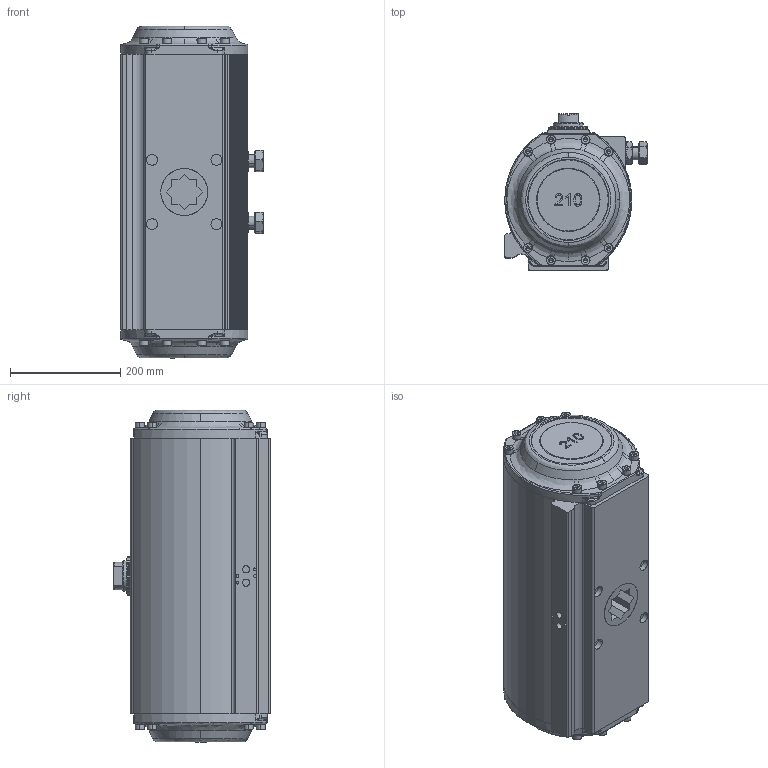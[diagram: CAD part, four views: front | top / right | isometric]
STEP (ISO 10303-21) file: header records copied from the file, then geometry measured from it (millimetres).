
FILE_DESCRIPTION (( 'STEP AP203' ), '1' );
FILE_NAME ('AD210.STEP', '2024-11-12T02:42:07', ( 'noh' ), ( '' ), 'SwSTEP 2.0', 'SolidWorks 2017', '' );
FILE_SCHEMA (( 'CONFIG_CONTROL_DESIGN' ));
Length unit declared in the file: millimetre
Products named in the file (10): 鼻睡 蝶鹿葭; hexagon head bolt (grade b)_ks_KS 1002 B - M24 x 45 x 45-N; 鼻睡 睡諒; 蝶饜ぷ 傘お_KS 1012 AB- M24-N; AD210 Cover; socket head cap screw_ks_KS 1003 - M10 x 16 x 16-S; A210; 鼻睡 睡諒 2; A210 凜Щお; AD210
Assembly tree (28 placements, depth 2):
  AD210
    A210
    AD210 Cover  x2
    socket head cap screw_ks_KS 1003 - M10 x 16 x 16-S  x16
    A210 凜Щお
    鼻睡 睡諒  x2
    鼻睡 蝶鹿葭
    蝶饜ぷ 傘お_KS 1012 AB- M24-N  x2
    hexagon head bolt (grade b)_ks_KS 1002 B - M24 x 45 x 45-N  x2
    鼻睡 睡諒 2
Bounding box: 258 x 284 x 601.6 mm (x, y, z)
Volume: 29275861.5 mm3; surface area: 1024514.1 mm2
Topology: 28 solids, 32 shells, 2130 faces, 4766 edges, 2728 vertices
Faces by surface type: cone 720, cylinder 684, plane 428, bspline 198, torus 100
Entity records: 23726 total; most frequent: CARTESIAN_POINT 7619, ORIENTED_EDGE 3080, DIRECTION 3048, EDGE_CURVE 1540, AXIS2_PLACEMENT_3D 1228, VERTEX_POINT 981, CIRCLE 685, EDGE_LOOP 671
